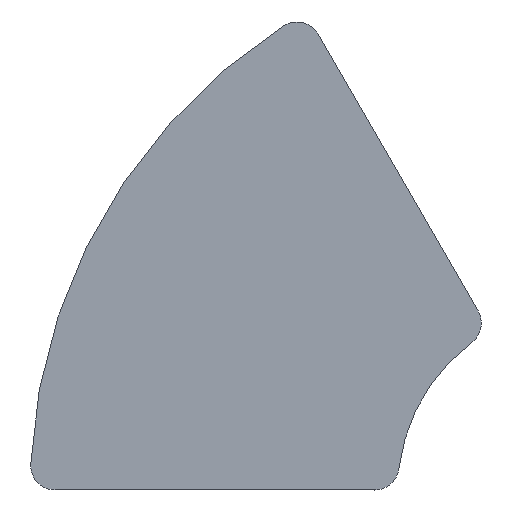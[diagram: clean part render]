
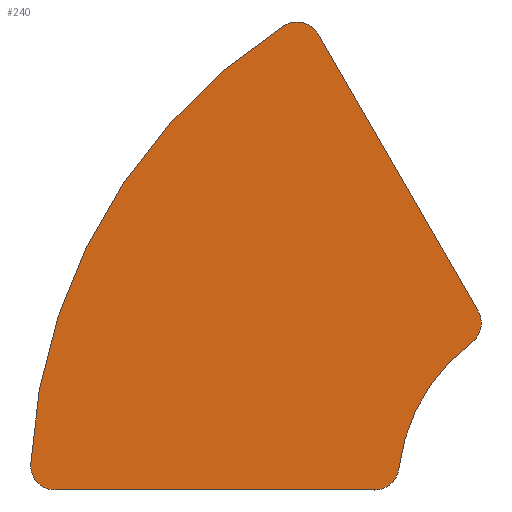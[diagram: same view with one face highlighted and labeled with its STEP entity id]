
A CAD part, left-side view. The second image highlights one B-rep face of the part: STEP entity #240.
In plain terms, the highlighted planar face has unit normal (-1, 0, 0).
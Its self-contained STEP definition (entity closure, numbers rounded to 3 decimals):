
#6 = CARTESIAN_POINT ( 'NONE',  ( 0., -4.504, 22.199 ) ) ;
#37 = AXIS2_PLACEMENT_3D ( 'NONE', #133, #179, #228 ) ;
#41 = EDGE_LOOP ( 'NONE', ( #592, #486, #615, #547, #294, #482, #607, #522, #47 ) ) ;
#47 = ORIENTED_EDGE ( 'NONE', *, *, #587, .F. ) ;
#56 = CARTESIAN_POINT ( 'NONE',  ( 0., 16.973, -13. ) ) ;
#61 = DIRECTION ( 'NONE',  ( 1., 0., 0. ) ) ;
#65 = CARTESIAN_POINT ( 'NONE',  ( 0., -25.981, -15. ) ) ;
#76 = CIRCLE ( 'NONE', #256, 2. ) ;
#96 = VERTEX_POINT ( 'NONE', #590 ) ;
#102 = DIRECTION ( 'NONE',  ( 1., 0., 0. ) ) ;
#111 = CARTESIAN_POINT ( 'NONE',  ( 0., -4.24, -15. ) ) ;
#132 = AXIS2_PLACEMENT_3D ( 'NONE', #56, #102, #460 ) ;
#133 = CARTESIAN_POINT ( 'NONE',  ( 0., -2.772, 21.199 ) ) ;
#146 = CARTESIAN_POINT ( 'NONE',  ( 0., -25.981, -15. ) ) ;
#147 = EDGE_CURVE ( 'NONE', #323, #361, #390, .T. ) ;
#160 = CARTESIAN_POINT ( 'NONE',  ( 0., -2.772, 21.199 ) ) ;
#165 = VERTEX_POINT ( 'NONE', #403 ) ;
#173 = CARTESIAN_POINT ( 'NONE',  ( 0., -4.24, 26.477 ) ) ;
#175 = EDGE_CURVE ( 'NONE', #584, #409, #76, .T. ) ;
#179 = DIRECTION ( 'NONE',  ( 1., 0., 0. ) ) ;
#190 = CIRCLE ( 'NONE', #132, 2. ) ;
#197 = CARTESIAN_POINT ( 'NONE',  ( 0., 18.971, -12.907 ) ) ;
#212 = DIRECTION ( 'NONE',  ( 1., 0., 0. ) ) ;
#225 = EDGE_CURVE ( 'NONE', #409, #625, #371, .T. ) ;
#228 = DIRECTION ( 'NONE',  ( 0., 0., 1. ) ) ;
#232 = AXIS2_PLACEMENT_3D ( 'NONE', #320, #513, #468 ) ;
#240 = ADVANCED_FACE ( 'NONE', ( #308 ), #357, .F. ) ;
#251 = DIRECTION ( 'NONE',  ( 0., 1., 0. ) ) ;
#256 = AXIS2_PLACEMENT_3D ( 'NONE', #160, #61, #512 ) ;
#260 = EDGE_CURVE ( 'NONE', #625, #165, #521, .T. ) ;
#271 = DIRECTION ( 'NONE',  ( 0., 0., -1. ) ) ;
#272 = CIRCLE ( 'NONE', #37, 2. ) ;
#278 = VERTEX_POINT ( 'NONE', #612 ) ;
#294 = ORIENTED_EDGE ( 'NONE', *, *, #175, .F. ) ;
#308 = FACE_OUTER_BOUND ( 'NONE', #41, .T. ) ;
#313 = DIRECTION ( 'NONE',  ( 0., 0., 1. ) ) ;
#320 = CARTESIAN_POINT ( 'NONE',  ( 0., -15.808, -1.38 ) ) ;
#323 = VERTEX_POINT ( 'NONE', #373 ) ;
#326 = EDGE_CURVE ( 'NONE', #278, #584, #272, .T. ) ;
#332 = CARTESIAN_POINT ( 'NONE',  ( 0., -9.099, -15. ) ) ;
#338 = VECTOR ( 'NONE', #251, 1000. ) ;
#357 = PLANE ( 'NONE',  #527 ) ;
#360 = CARTESIAN_POINT ( 'NONE',  ( 0., -4.504, 22.199 ) ) ;
#361 = VERTEX_POINT ( 'NONE', #332 ) ;
#371 = LINE ( 'NONE', #360, #514 ) ;
#373 = CARTESIAN_POINT ( 'NONE',  ( 0., -11.085, -13.235 ) ) ;
#390 = CIRCLE ( 'NONE', #442, 2. ) ;
#403 = CARTESIAN_POINT ( 'NONE',  ( 0., -17.005, -2.982 ) ) ;
#404 = DIRECTION ( 'NONE',  ( 0., -0.5, -0.866 ) ) ;
#405 = CARTESIAN_POINT ( 'NONE',  ( 0., -17.54, -0.38 ) ) ;
#409 = VERTEX_POINT ( 'NONE', #6 ) ;
#415 = DIRECTION ( 'NONE',  ( 0., 0., -1. ) ) ;
#416 = EDGE_CURVE ( 'NONE', #165, #323, #481, .T. ) ;
#422 = AXIS2_PLACEMENT_3D ( 'NONE', #65, #212, #271 ) ;
#424 = DIRECTION ( 'NONE',  ( 1., 0., 0. ) ) ;
#433 = LINE ( 'NONE', #111, #338 ) ;
#442 = AXIS2_PLACEMENT_3D ( 'NONE', #457, #502, #313 ) ;
#443 = DIRECTION ( 'NONE',  ( 0., 0., -1. ) ) ;
#457 = CARTESIAN_POINT ( 'NONE',  ( 0., -9.099, -13. ) ) ;
#460 = DIRECTION ( 'NONE',  ( 0., 0., 1. ) ) ;
#468 = DIRECTION ( 'NONE',  ( 0., 0., 1. ) ) ;
#481 = CIRCLE ( 'NONE', #596, 15. ) ;
#482 = ORIENTED_EDGE ( 'NONE', *, *, #326, .F. ) ;
#486 = ORIENTED_EDGE ( 'NONE', *, *, #416, .F. ) ;
#491 = EDGE_CURVE ( 'NONE', #96, #565, #190, .T. ) ;
#502 = DIRECTION ( 'NONE',  ( 1., 0., 0. ) ) ;
#512 = DIRECTION ( 'NONE',  ( 0., 0., 1. ) ) ;
#513 = DIRECTION ( 'NONE',  ( 1., 0., 0. ) ) ;
#514 = VECTOR ( 'NONE', #404, 1000. ) ;
#521 = CIRCLE ( 'NONE', #232, 2. ) ;
#522 = ORIENTED_EDGE ( 'NONE', *, *, #491, .F. ) ;
#527 = AXIS2_PLACEMENT_3D ( 'NONE', #173, #424, #415 ) ;
#543 = CARTESIAN_POINT ( 'NONE',  ( 0., -2.772, 23.199 ) ) ;
#547 = ORIENTED_EDGE ( 'NONE', *, *, #225, .F. ) ;
#558 = CIRCLE ( 'NONE', #422, 45. ) ;
#565 = VERTEX_POINT ( 'NONE', #197 ) ;
#581 = DIRECTION ( 'NONE',  ( -1., 0., 0. ) ) ;
#584 = VERTEX_POINT ( 'NONE', #543 ) ;
#587 = EDGE_CURVE ( 'NONE', #361, #96, #433, .T. ) ;
#590 = CARTESIAN_POINT ( 'NONE',  ( 0., 16.973, -15. ) ) ;
#592 = ORIENTED_EDGE ( 'NONE', *, *, #147, .F. ) ;
#596 = AXIS2_PLACEMENT_3D ( 'NONE', #146, #581, #443 ) ;
#607 = ORIENTED_EDGE ( 'NONE', *, *, #627, .F. ) ;
#612 = CARTESIAN_POINT ( 'NONE',  ( 0., -1.693, 22.882 ) ) ;
#615 = ORIENTED_EDGE ( 'NONE', *, *, #260, .F. ) ;
#625 = VERTEX_POINT ( 'NONE', #405 ) ;
#627 = EDGE_CURVE ( 'NONE', #565, #278, #558, .T. ) ;
